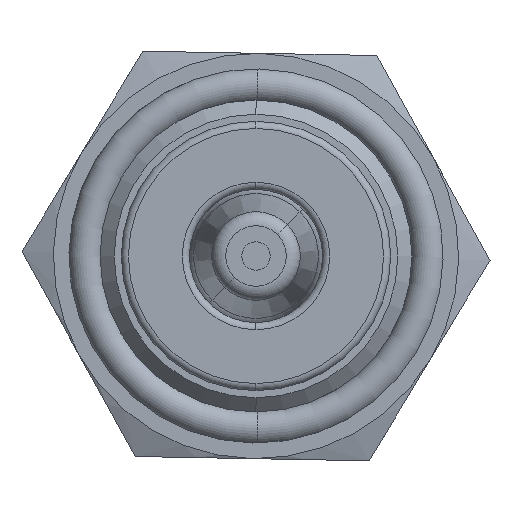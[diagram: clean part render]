
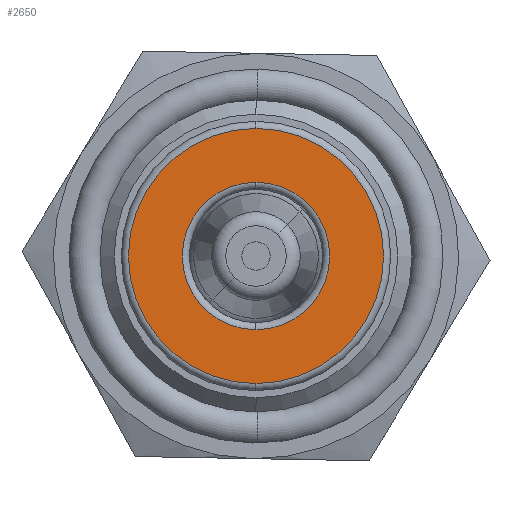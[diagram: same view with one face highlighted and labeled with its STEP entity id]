
A CAD part, left-side view. The second image highlights one B-rep face of the part: STEP entity #2650.
In plain terms, the highlighted planar face has unit normal (-1, 0, 0).
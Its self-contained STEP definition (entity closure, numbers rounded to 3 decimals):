
#21 = ORIENTED_EDGE ( 'NONE', *, *, #157, .T. ) ;
#96 = AXIS2_PLACEMENT_3D ( 'NONE', #3727, #1544, #2460 ) ;
#99 = EDGE_CURVE ( 'NONE', #3752, #3296, #2098, .T. ) ;
#153 = DIRECTION ( 'NONE',  ( 1., 0., 0. ) ) ;
#157 = EDGE_CURVE ( 'NONE', #3275, #1417, #3429, .T. ) ;
#261 = EDGE_CURVE ( 'NONE', #3296, #3752, #1609, .T. ) ;
#401 = AXIS2_PLACEMENT_3D ( 'NONE', #2871, #153, #1344 ) ;
#493 = ORIENTED_EDGE ( 'NONE', *, *, #99, .T. ) ;
#508 = AXIS2_PLACEMENT_3D ( 'NONE', #2891, #1360, #2590 ) ;
#815 = CARTESIAN_POINT ( 'NONE',  ( 0., 0., -5.2 ) ) ;
#825 = DIRECTION ( 'NONE',  ( 0., 0., -1. ) ) ;
#835 = ORIENTED_EDGE ( 'NONE', *, *, #261, .T. ) ;
#1158 = CARTESIAN_POINT ( 'NONE',  ( 0., 0., 0. ) ) ;
#1242 = FACE_OUTER_BOUND ( 'NONE', #3595, .T. ) ;
#1280 = AXIS2_PLACEMENT_3D ( 'NONE', #2188, #2735, #1554 ) ;
#1344 = DIRECTION ( 'NONE',  ( 0., 0., -1. ) ) ;
#1360 = DIRECTION ( 'NONE',  ( -1., 0., 0. ) ) ;
#1417 = VERTEX_POINT ( 'NONE', #2716 ) ;
#1544 = DIRECTION ( 'NONE',  ( 1., 0., 0. ) ) ;
#1554 = DIRECTION ( 'NONE',  ( 0., 0., -1. ) ) ;
#1576 = FACE_BOUND ( 'NONE', #3458, .T. ) ;
#1609 = CIRCLE ( 'NONE', #96, 5.2 ) ;
#1641 = ORIENTED_EDGE ( 'NONE', *, *, #1993, .T. ) ;
#1993 = EDGE_CURVE ( 'NONE', #1417, #3275, #3179, .T. ) ;
#2098 = CIRCLE ( 'NONE', #401, 5.2 ) ;
#2153 = AXIS2_PLACEMENT_3D ( 'NONE', #1158, #3006, #825 ) ;
#2188 = CARTESIAN_POINT ( 'NONE',  ( 0., 9.5, 0. ) ) ;
#2460 = DIRECTION ( 'NONE',  ( 0., 0., -1. ) ) ;
#2590 = DIRECTION ( 'NONE',  ( 0., 0., -1. ) ) ;
#2650 = ADVANCED_FACE ( 'NONE', ( #1576, #1242 ), #3027, .F. ) ;
#2716 = CARTESIAN_POINT ( 'NONE',  ( 0., 0., 9. ) ) ;
#2733 = CARTESIAN_POINT ( 'NONE',  ( 0., 0., -9. ) ) ;
#2735 = DIRECTION ( 'NONE',  ( 1., 0., 0. ) ) ;
#2871 = CARTESIAN_POINT ( 'NONE',  ( 0., 0., 0. ) ) ;
#2872 = CARTESIAN_POINT ( 'NONE',  ( 0., 0., 5.2 ) ) ;
#2891 = CARTESIAN_POINT ( 'NONE',  ( 0., 0., 0. ) ) ;
#3006 = DIRECTION ( 'NONE',  ( -1., 0., 0. ) ) ;
#3027 = PLANE ( 'NONE',  #1280 ) ;
#3179 = CIRCLE ( 'NONE', #2153, 9. ) ;
#3275 = VERTEX_POINT ( 'NONE', #2733 ) ;
#3296 = VERTEX_POINT ( 'NONE', #2872 ) ;
#3429 = CIRCLE ( 'NONE', #508, 9. ) ;
#3458 = EDGE_LOOP ( 'NONE', ( #493, #835 ) ) ;
#3595 = EDGE_LOOP ( 'NONE', ( #21, #1641 ) ) ;
#3727 = CARTESIAN_POINT ( 'NONE',  ( 0., 0., 0. ) ) ;
#3752 = VERTEX_POINT ( 'NONE', #815 ) ;
